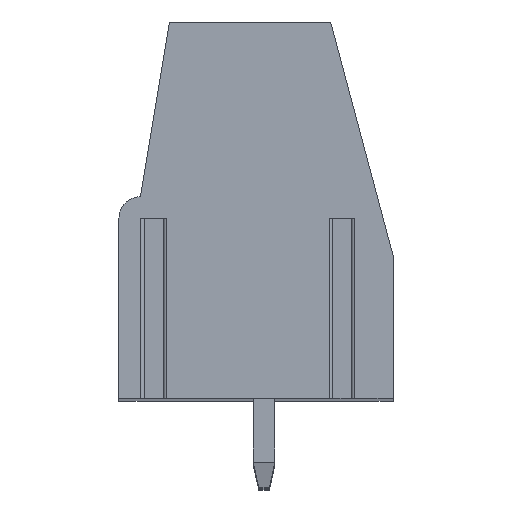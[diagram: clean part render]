
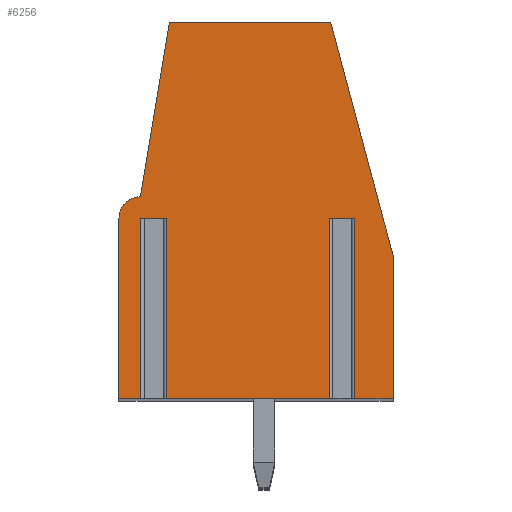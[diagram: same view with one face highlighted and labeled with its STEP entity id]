
A CAD part, top view. The second image highlights one B-rep face of the part: STEP entity #6256.
In plain terms, the highlighted planar face has unit normal (0, 0, 1).
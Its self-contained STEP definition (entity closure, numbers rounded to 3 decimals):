
#35=DIRECTION('',(1.,0.,0.));
#36=VECTOR('',#35,0.958);
#37=CARTESIAN_POINT('',(-3.979,1.095,63.75));
#38=LINE('',#37,#36);
#39=DIRECTION('',(0.,1.,0.));
#40=VECTOR('',#39,6.7);
#41=CARTESIAN_POINT('',(-3.979,-5.605,63.75));
#42=LINE('',#41,#40);
#43=DIRECTION('',(-1.,0.,0.));
#44=VECTOR('',#43,0.821);
#45=CARTESIAN_POINT('',(-3.979,-5.605,63.75));
#46=LINE('',#45,#44);
#47=DIRECTION('',(0.,1.,0.));
#48=VECTOR('',#47,6.7);
#49=CARTESIAN_POINT('',(-4.8,-5.605,63.75));
#50=LINE('',#49,#48);
#51=CARTESIAN_POINT('',(-4.,1.095,63.75));
#52=DIRECTION('',(0.,0.,-1.));
#53=DIRECTION('',(-1.,0.,0.));
#54=AXIS2_PLACEMENT_3D('',#51,#52,#53);
#56=DIRECTION('',(0.164,0.986,0.));
#57=VECTOR('',#56,6.589);
#58=CARTESIAN_POINT('',(-3.999,1.895,63.75));
#59=LINE('',#58,#57);
#60=DIRECTION('',(1.,0.,0.));
#61=VECTOR('',#60,6.);
#62=CARTESIAN_POINT('',(-2.92,8.395,63.75));
#63=LINE('',#62,#61);
#64=DIRECTION('',(0.258,-0.966,0.));
#65=VECTOR('',#64,9.004);
#66=CARTESIAN_POINT('',(3.08,8.395,63.75));
#67=LINE('',#66,#65);
#68=DIRECTION('',(0.,-1.,0.));
#69=VECTOR('',#68,5.3);
#70=CARTESIAN_POINT('',(5.4,-0.305,63.75));
#71=LINE('',#70,#69);
#72=DIRECTION('',(-1.,0.,0.));
#73=VECTOR('',#72,1.421);
#74=CARTESIAN_POINT('',(5.4,-5.605,63.75));
#75=LINE('',#74,#73);
#76=DIRECTION('',(0.,1.,0.));
#77=VECTOR('',#76,6.7);
#78=CARTESIAN_POINT('',(3.979,-5.605,63.75));
#79=LINE('',#78,#77);
#80=DIRECTION('',(1.,0.,0.));
#81=VECTOR('',#80,0.958);
#82=CARTESIAN_POINT('',(3.021,1.095,63.75));
#83=LINE('',#82,#81);
#84=DIRECTION('',(0.,1.,0.));
#85=VECTOR('',#84,6.7);
#86=CARTESIAN_POINT('',(3.021,-5.605,63.75));
#87=LINE('',#86,#85);
#88=DIRECTION('',(-1.,0.,0.));
#89=VECTOR('',#88,6.042);
#90=CARTESIAN_POINT('',(3.021,-5.605,63.75));
#91=LINE('',#90,#89);
#92=DIRECTION('',(0.,1.,0.));
#93=VECTOR('',#92,6.7);
#94=CARTESIAN_POINT('',(-3.021,-5.605,63.75));
#95=LINE('',#94,#93);
#4855=CARTESIAN_POINT('',(-3.999,1.895,63.75));
#4856=CARTESIAN_POINT('',(-2.92,8.395,63.75));
#4857=VERTEX_POINT('',#4855);
#4858=VERTEX_POINT('',#4856);
#4859=CARTESIAN_POINT('',(-4.8,1.095,63.75));
#4860=VERTEX_POINT('',#4859);
#4861=CARTESIAN_POINT('',(-4.8,-5.605,63.75));
#4862=VERTEX_POINT('',#4861);
#4863=CARTESIAN_POINT('',(5.4,-0.305,63.75));
#4864=CARTESIAN_POINT('',(5.4,-5.605,63.75));
#4865=VERTEX_POINT('',#4863);
#4866=VERTEX_POINT('',#4864);
#4867=CARTESIAN_POINT('',(3.08,8.395,63.75));
#4868=VERTEX_POINT('',#4867);
#4955=CARTESIAN_POINT('',(-3.979,1.095,63.75));
#4956=CARTESIAN_POINT('',(-3.021,1.095,63.75));
#4957=VERTEX_POINT('',#4955);
#4958=VERTEX_POINT('',#4956);
#4959=CARTESIAN_POINT('',(3.021,1.095,63.75));
#4960=CARTESIAN_POINT('',(3.979,1.095,63.75));
#4961=VERTEX_POINT('',#4959);
#4962=VERTEX_POINT('',#4960);
#4963=CARTESIAN_POINT('',(3.021,-5.605,63.75));
#4964=VERTEX_POINT('',#4963);
#4965=CARTESIAN_POINT('',(3.979,-5.605,63.75));
#4966=VERTEX_POINT('',#4965);
#4967=CARTESIAN_POINT('',(-3.979,-5.605,63.75));
#4968=VERTEX_POINT('',#4967);
#4969=CARTESIAN_POINT('',(-3.021,-5.605,63.75));
#4970=VERTEX_POINT('',#4969);
#6219=CARTESIAN_POINT('',(0.,0.,63.75));
#6220=DIRECTION('',(0.,0.,1.));
#6221=DIRECTION('',(1.,0.,0.));
#6222=AXIS2_PLACEMENT_3D('',#6219,#6220,#6221);
#6223=PLANE('',#6222);
#6225=ORIENTED_EDGE('',*,*,#6224,.F.);
#6227=ORIENTED_EDGE('',*,*,#6226,.F.);
#6229=ORIENTED_EDGE('',*,*,#6228,.T.);
#6231=ORIENTED_EDGE('',*,*,#6230,.T.);
#6233=ORIENTED_EDGE('',*,*,#6232,.T.);
#6235=ORIENTED_EDGE('',*,*,#6234,.T.);
#6237=ORIENTED_EDGE('',*,*,#6236,.T.);
#6239=ORIENTED_EDGE('',*,*,#6238,.T.);
#6241=ORIENTED_EDGE('',*,*,#6240,.T.);
#6243=ORIENTED_EDGE('',*,*,#6242,.T.);
#6245=ORIENTED_EDGE('',*,*,#6244,.T.);
#6247=ORIENTED_EDGE('',*,*,#6246,.F.);
#6249=ORIENTED_EDGE('',*,*,#6248,.F.);
#6251=ORIENTED_EDGE('',*,*,#6250,.T.);
#6253=ORIENTED_EDGE('',*,*,#6252,.T.);
#6254=EDGE_LOOP('',(#6225,#6227,#6229,#6231,#6233,#6235,#6237,#6239,#6241,#6243,
#6245,#6247,#6249,#6251,#6253));
#6255=FACE_OUTER_BOUND('',#6254,.F.);
#55=CIRCLE('',#54,0.8);
#6224=EDGE_CURVE('',#4957,#4958,#38,.T.);
#6226=EDGE_CURVE('',#4968,#4957,#42,.T.);
#6228=EDGE_CURVE('',#4968,#4862,#46,.T.);
#6230=EDGE_CURVE('',#4862,#4860,#50,.T.);
#6232=EDGE_CURVE('',#4860,#4857,#55,.T.);
#6234=EDGE_CURVE('',#4857,#4858,#59,.T.);
#6236=EDGE_CURVE('',#4858,#4868,#63,.T.);
#6238=EDGE_CURVE('',#4868,#4865,#67,.T.);
#6240=EDGE_CURVE('',#4865,#4866,#71,.T.);
#6242=EDGE_CURVE('',#4866,#4966,#75,.T.);
#6244=EDGE_CURVE('',#4966,#4962,#79,.T.);
#6246=EDGE_CURVE('',#4961,#4962,#83,.T.);
#6248=EDGE_CURVE('',#4964,#4961,#87,.T.);
#6250=EDGE_CURVE('',#4964,#4970,#91,.T.);
#6252=EDGE_CURVE('',#4970,#4958,#95,.T.);
#6256=ADVANCED_FACE('',(#6255),#6223,.T.);
